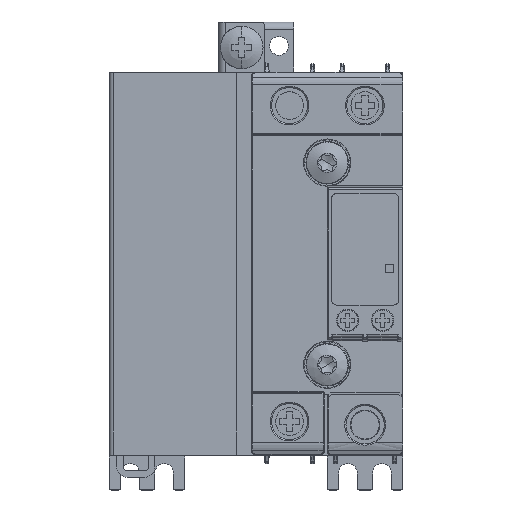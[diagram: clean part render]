
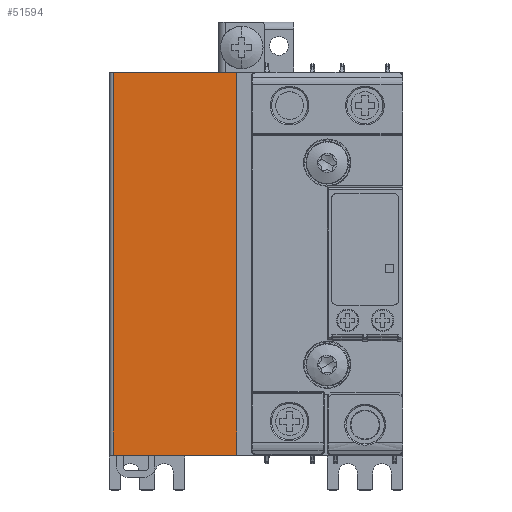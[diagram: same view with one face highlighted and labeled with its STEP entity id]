
A CAD part, top view. The second image highlights one B-rep face of the part: STEP entity #51594.
In plain terms, the highlighted planar face has unit normal (0, 0, 1).
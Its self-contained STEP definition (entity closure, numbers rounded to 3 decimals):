
#45327=CARTESIAN_POINT('',(-33.55,45.,120.));
#45328=VERTEX_POINT('',#45327);
#45336=CARTESIAN_POINT('',(-4.55,45.0,120.));
#45337=VERTEX_POINT('',#45336);
#45338=CARTESIAN_POINT('',(-4.55,45.0,120.));
#45339=DIRECTION('',(-1.0,0.0,0.0));
#45340=VECTOR('',#45339,29.0);
#45341=LINE('',#45338,#45340);
#45342=EDGE_CURVE('',#45337,#45328,#45341,.T.);
#46466=CARTESIAN_POINT('',(-33.55,-45.,120.));
#46467=VERTEX_POINT('',#46466);
#46468=CARTESIAN_POINT('',(-4.55,-45.,120.));
#46469=VERTEX_POINT('',#46468);
#46470=CARTESIAN_POINT('',(-33.55,-45.,120.));
#46471=DIRECTION('',(1.0,0.0,0.0));
#46472=VECTOR('',#46471,29.0);
#46473=LINE('',#46470,#46472);
#46474=EDGE_CURVE('',#46467,#46469,#46473,.T.);
#51569=CARTESIAN_POINT('',(-4.55,-45.,120.));
#51570=DIRECTION('',(0.0,1.0,0.0));
#51571=VECTOR('',#51570,90.);
#51572=LINE('',#51569,#51571);
#51573=EDGE_CURVE('',#45337,#46469,#51572,.F.);
#51578=CARTESIAN_POINT('',(-5.55,-45.0,120.));
#51579=DIRECTION('',(0.0,0.0,1.0));
#51580=DIRECTION('',(1.0,0.0,0.0));
#51581=AXIS2_PLACEMENT_3D('',#51578,#51579,#51580);
#51582=PLANE('',#51581);
#51583=ORIENTED_EDGE('',*,*,#45342,.T.);
#51584=CARTESIAN_POINT('',(-33.55,-45.,120.));
#51585=DIRECTION('',(0.0,1.0,0.0));
#51586=VECTOR('',#51585,90.);
#51587=LINE('',#51584,#51586);
#51588=EDGE_CURVE('',#46467,#45328,#51587,.T.);
#51589=ORIENTED_EDGE('',*,*,#51588,.F.);
#51590=ORIENTED_EDGE('',*,*,#46474,.T.);
#51591=ORIENTED_EDGE('',*,*,#51573,.F.);
#51592=EDGE_LOOP('',(#51583,#51589,#51590,#51591));
#51593=FACE_OUTER_BOUND('',#51592,.T.);
#51594=ADVANCED_FACE('',(#51593),#51582,.T.);
